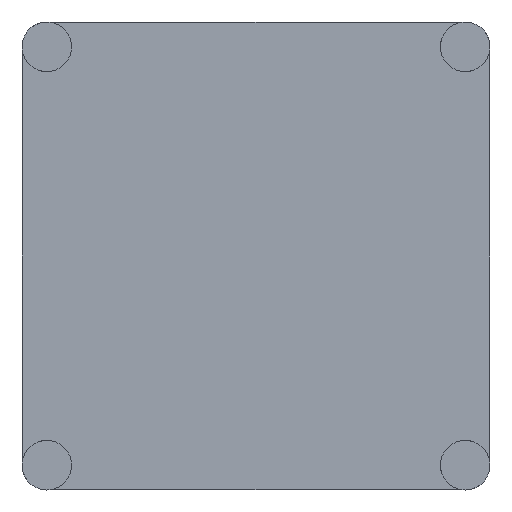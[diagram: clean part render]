
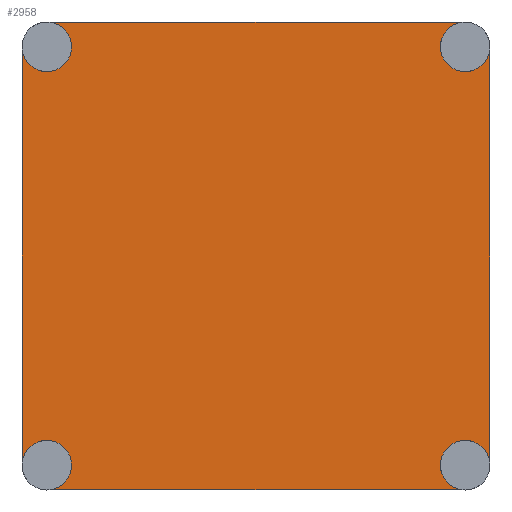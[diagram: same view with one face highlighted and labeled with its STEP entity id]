
A CAD part, front view. The second image highlights one B-rep face of the part: STEP entity #2958.
In plain terms, the highlighted planar face has unit normal (0, -1, 0).
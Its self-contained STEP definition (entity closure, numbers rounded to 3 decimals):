
#374=CIRCLE('',#3257,8.);
#375=CIRCLE('',#3258,8.);
#376=CIRCLE('',#3260,8.);
#377=CIRCLE('',#3262,8.);
#378=CIRCLE('',#3264,8.);
#379=CIRCLE('',#3265,8.);
#581=FACE_OUTER_BOUND('',#755,.T.);
#755=EDGE_LOOP('',(#2558,#2559,#2560,#2561,#2562,#2563,#2564,#2565,#2566,
#2567));
#873=LINE('',#4841,#1029);
#881=LINE('',#4896,#1037);
#890=LINE('',#5817,#1046);
#899=LINE('',#6479,#1055);
#1029=VECTOR('',#3704,10.);
#1037=VECTOR('',#3728,10.);
#1046=VECTOR('',#3825,10.);
#1055=VECTOR('',#3910,10.);
#1222=VERTEX_POINT('',#4838);
#1223=VERTEX_POINT('',#4840);
#1238=VERTEX_POINT('',#4893);
#1239=VERTEX_POINT('',#4895);
#1270=VERTEX_POINT('',#5814);
#1271=VERTEX_POINT('',#5816);
#1297=VERTEX_POINT('',#6476);
#1298=VERTEX_POINT('',#6478);
#1312=VERTEX_POINT('',#7051);
#1313=VERTEX_POINT('',#7062);
#1540=EDGE_CURVE('',#1222,#1223,#873,.T.);
#1558=EDGE_CURVE('',#1238,#1239,#881,.T.);
#1621=EDGE_CURVE('',#1270,#1271,#890,.T.);
#1673=EDGE_CURVE('',#1297,#1298,#899,.T.);
#1715=EDGE_CURVE('',#1270,#1312,#374,.T.);
#1716=EDGE_CURVE('',#1312,#1298,#375,.T.);
#1718=EDGE_CURVE('',#1222,#1239,#376,.T.);
#1720=EDGE_CURVE('',#1297,#1223,#377,.T.);
#1722=EDGE_CURVE('',#1238,#1313,#378,.T.);
#1723=EDGE_CURVE('',#1313,#1271,#379,.T.);
#2558=ORIENTED_EDGE('',*,*,#1715,.T.);
#2559=ORIENTED_EDGE('',*,*,#1716,.T.);
#2560=ORIENTED_EDGE('',*,*,#1673,.F.);
#2561=ORIENTED_EDGE('',*,*,#1720,.T.);
#2562=ORIENTED_EDGE('',*,*,#1540,.F.);
#2563=ORIENTED_EDGE('',*,*,#1718,.T.);
#2564=ORIENTED_EDGE('',*,*,#1558,.F.);
#2565=ORIENTED_EDGE('',*,*,#1722,.T.);
#2566=ORIENTED_EDGE('',*,*,#1723,.T.);
#2567=ORIENTED_EDGE('',*,*,#1621,.F.);
#2609=PLANE('',#3282);
#2958=ADVANCED_FACE('',(#581),#2609,.F.);
#3257=AXIS2_PLACEMENT_3D('',#7053,#3990,#3991);
#3258=AXIS2_PLACEMENT_3D('',#7054,#3992,#3993);
#3260=AXIS2_PLACEMENT_3D('',#7057,#3997,#3998);
#3262=AXIS2_PLACEMENT_3D('',#7060,#4002,#4003);
#3264=AXIS2_PLACEMENT_3D('',#7064,#4007,#4008);
#3265=AXIS2_PLACEMENT_3D('',#7065,#4009,#4010);
#3282=AXIS2_PLACEMENT_3D('',#7086,#4047,#4048);
#3704=DIRECTION('',(0.,0.,-1.));
#3728=DIRECTION('',(1.,0.,0.));
#3825=DIRECTION('',(0.,0.,1.));
#3910=DIRECTION('',(-1.,0.,0.));
#3990=DIRECTION('center_axis',(0.,1.,0.));
#3991=DIRECTION('ref_axis',(-1.,0.,0.));
#3992=DIRECTION('center_axis',(0.,1.,0.));
#3993=DIRECTION('ref_axis',(-1.,0.,0.));
#3997=DIRECTION('center_axis',(0.,1.,0.));
#3998=DIRECTION('ref_axis',(-1.,0.,0.));
#4002=DIRECTION('center_axis',(0.,1.,0.));
#4003=DIRECTION('ref_axis',(-1.,0.,0.));
#4007=DIRECTION('center_axis',(0.,1.,0.));
#4008=DIRECTION('ref_axis',(-1.,0.,0.));
#4009=DIRECTION('center_axis',(0.,1.,0.));
#4010=DIRECTION('ref_axis',(-1.,0.,0.));
#4047=DIRECTION('center_axis',(0.,1.,0.));
#4048=DIRECTION('ref_axis',(0.,0.,1.));
#4838=CARTESIAN_POINT('',(75.415,-72.,67.368));
#4840=CARTESIAN_POINT('',(75.415,-72.,-67.368));
#4841=CARTESIAN_POINT('',(75.415,-72.,-75.));
#4893=CARTESIAN_POINT('',(-67.368,-72.,75.415));
#4895=CARTESIAN_POINT('',(67.368,-72.,75.415));
#4896=CARTESIAN_POINT('',(75.,-72.,75.415));
#5814=CARTESIAN_POINT('',(-75.415,-72.,-67.368));
#5816=CARTESIAN_POINT('',(-75.415,-72.,67.368));
#5817=CARTESIAN_POINT('',(-75.415,-72.,75.));
#6476=CARTESIAN_POINT('',(67.368,-72.,-75.415));
#6478=CARTESIAN_POINT('',(-67.368,-72.,-75.415));
#6479=CARTESIAN_POINT('',(-75.,-72.,-75.415));
#7051=CARTESIAN_POINT('',(-59.414,-72.,-67.415));
#7053=CARTESIAN_POINT('Origin',(-67.415,-72.,-67.415));
#7054=CARTESIAN_POINT('Origin',(-67.415,-72.,-67.415));
#7057=CARTESIAN_POINT('Origin',(67.415,-72.,67.415));
#7060=CARTESIAN_POINT('Origin',(67.415,-72.,-67.415));
#7062=CARTESIAN_POINT('',(-59.414,-72.,67.415));
#7064=CARTESIAN_POINT('Origin',(-67.415,-72.,67.415));
#7065=CARTESIAN_POINT('Origin',(-67.415,-72.,67.415));
#7086=CARTESIAN_POINT('Origin',(0.,-72.,0.));
